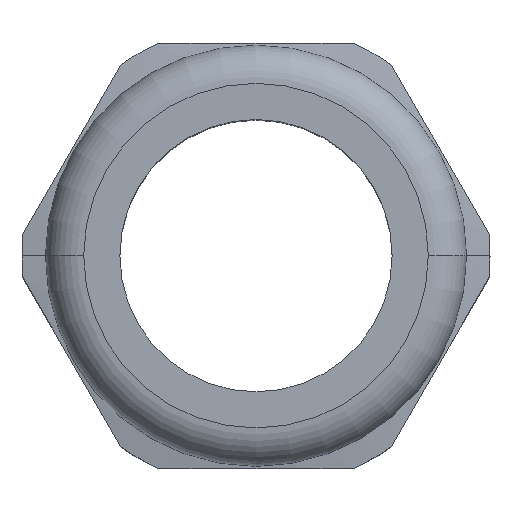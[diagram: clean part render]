
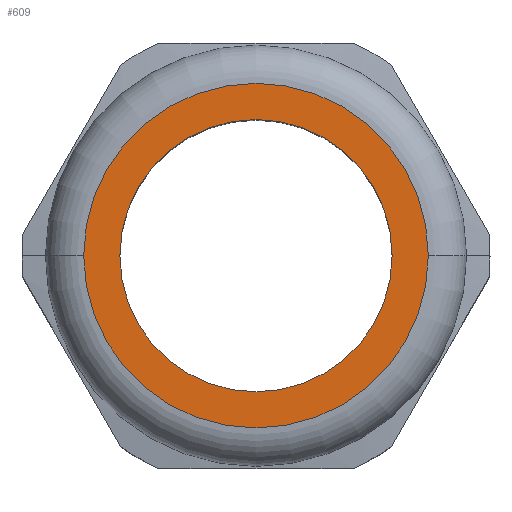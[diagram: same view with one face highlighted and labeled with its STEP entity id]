
A CAD part, top view. The second image highlights one B-rep face of the part: STEP entity #609.
In plain terms, the highlighted planar face has unit normal (0, 0, 1).
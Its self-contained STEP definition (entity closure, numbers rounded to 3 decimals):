
#102 = FACE_BOUND ( 'NONE', #715, .T. ) ;
#115 = AXIS2_PLACEMENT_3D ( 'NONE', #1568, #1569, #1570 ) ;
#116 = AXIS2_PLACEMENT_3D ( 'NONE', #1565, #1566, #1567 ) ;
#128 = AXIS2_PLACEMENT_3D ( 'NONE', #295, #291, #290 ) ;
#148 = AXIS2_PLACEMENT_3D ( 'NONE', #289, #288, #287 ) ;
#190 = AXIS2_PLACEMENT_3D ( 'NONE', #1337, #1336, #1335 ) ;
#192 = FACE_OUTER_BOUND ( 'NONE', #716, .T. ) ;
#287 = DIRECTION ( 'NONE',  ( 1., 0., 0. ) ) ;
#288 = DIRECTION ( 'NONE',  ( 0., 0., 1. ) ) ;
#289 = CARTESIAN_POINT ( 'NONE',  ( 0., 0., 46.5 ) ) ;
#290 = DIRECTION ( 'NONE',  ( 1., 0., 0. ) ) ;
#291 = DIRECTION ( 'NONE',  ( 0., 0., 1. ) ) ;
#295 = CARTESIAN_POINT ( 'NONE',  ( 0., 0., 46.5 ) ) ;
#456 = CIRCLE ( 'NONE', #115, 16. ) ;
#457 = CIRCLE ( 'NONE', #116, 20.25 ) ;
#503 = CIRCLE ( 'NONE', #148, 16. ) ;
#504 = CIRCLE ( 'NONE', #128, 20.25 ) ;
#540 = EDGE_CURVE ( 'NONE', #1119, #1112, #504, .T. ) ;
#541 = EDGE_CURVE ( 'NONE', #1110, #1102, #503, .T. ) ;
#609 = ADVANCED_FACE ( 'NONE', ( #102, #192 ), #1338, .T. ) ;
#650 = EDGE_CURVE ( 'NONE', #1112, #1119, #457, .T. ) ;
#651 = EDGE_CURVE ( 'NONE', #1102, #1110, #456, .T. ) ;
#715 = EDGE_LOOP ( 'NONE', ( #749, #788 ) ) ;
#716 = EDGE_LOOP ( 'NONE', ( #787, #786 ) ) ;
#749 = ORIENTED_EDGE ( 'NONE', *, *, #651, .F. ) ;
#786 = ORIENTED_EDGE ( 'NONE', *, *, #650, .T. ) ;
#787 = ORIENTED_EDGE ( 'NONE', *, *, #540, .T. ) ;
#788 = ORIENTED_EDGE ( 'NONE', *, *, #541, .F. ) ;
#1102 = VERTEX_POINT ( 'NONE', #1613 ) ;
#1110 = VERTEX_POINT ( 'NONE', #1621 ) ;
#1112 = VERTEX_POINT ( 'NONE', #1623 ) ;
#1119 = VERTEX_POINT ( 'NONE', #1630 ) ;
#1335 = DIRECTION ( 'NONE',  ( 1., 0., 0. ) ) ;
#1336 = DIRECTION ( 'NONE',  ( 0., 0., 1. ) ) ;
#1337 = CARTESIAN_POINT ( 'NONE',  ( 0., 0., 46.5 ) ) ;
#1338 = PLANE ( 'NONE',  #190 ) ;
#1565 = CARTESIAN_POINT ( 'NONE',  ( 0., 0., 46.5 ) ) ;
#1566 = DIRECTION ( 'NONE',  ( 0., 0., 1. ) ) ;
#1567 = DIRECTION ( 'NONE',  ( 1., 0., 0. ) ) ;
#1568 = CARTESIAN_POINT ( 'NONE',  ( 0., 0., 46.5 ) ) ;
#1569 = DIRECTION ( 'NONE',  ( 0., 0., 1. ) ) ;
#1570 = DIRECTION ( 'NONE',  ( 1., 0., 0. ) ) ;
#1613 = CARTESIAN_POINT ( 'NONE',  ( 16., 0., 46.5 ) ) ;
#1621 = CARTESIAN_POINT ( 'NONE',  ( -16., 0., 46.5 ) ) ;
#1623 = CARTESIAN_POINT ( 'NONE',  ( -20.25, 0., 46.5 ) ) ;
#1630 = CARTESIAN_POINT ( 'NONE',  ( 20.25, 0., 46.5 ) ) ;
